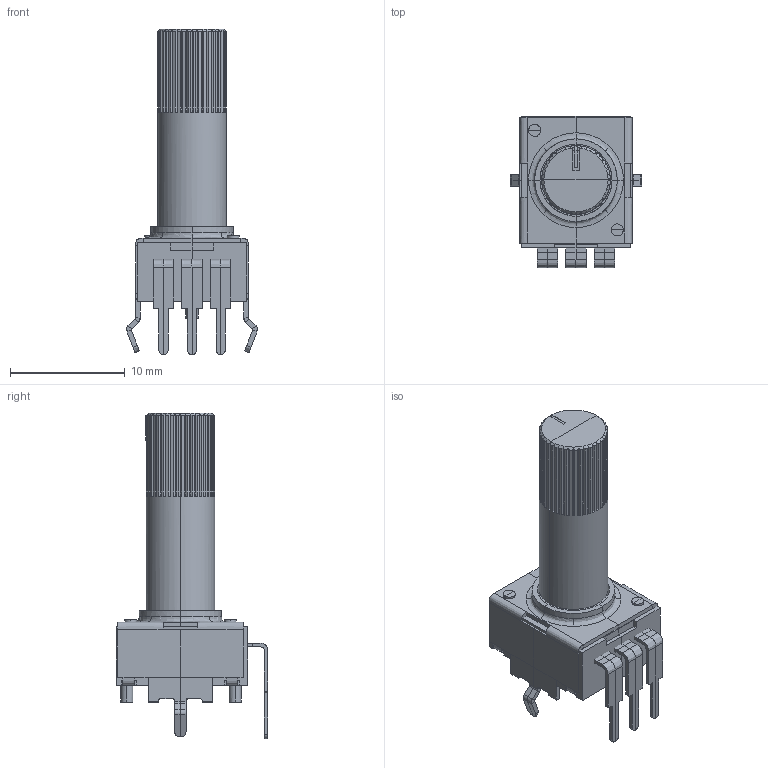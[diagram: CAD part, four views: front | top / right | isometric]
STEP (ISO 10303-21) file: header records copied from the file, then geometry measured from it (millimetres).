
FILE_DESCRIPTION(('FreeCAD Model'),'2;1');
FILE_NAME('R0904N-long.step', '2018-10-28T00:16:33',('Author'),(''), 'Open CASCADE STEP processor 7.2','FreeCAD','Unknown');
FILE_SCHEMA(('AUTOMOTIVE_DESIGN_CC2 { 1 2 10303 214 -1 1 5 4 }'));
Length unit declared in the file: millimetre
Products named in the file (7): knob; pin2; Case_Plastic; Case_Metal; pin3; knob_indicator; pin1
Bounding box: 11.44 x 13.25 x 28.39 mm (x, y, z)
Volume: 1150.6 mm3; surface area: 1494.7 mm2
Topology: 7 solids, 7 shells, 490 faces, 1219 edges, 739 vertices
Faces by surface type: plane 338, bspline 152
Entity records: 18340 total; most frequent: CARTESIAN_POINT 7464, ORIENTED_EDGE 2438, DIRECTION 1831, EDGE_CURVE 1219, LINE 827, VECTOR 827, VERTEX_POINT 739, AXIS2_PLACEMENT_3D 502
